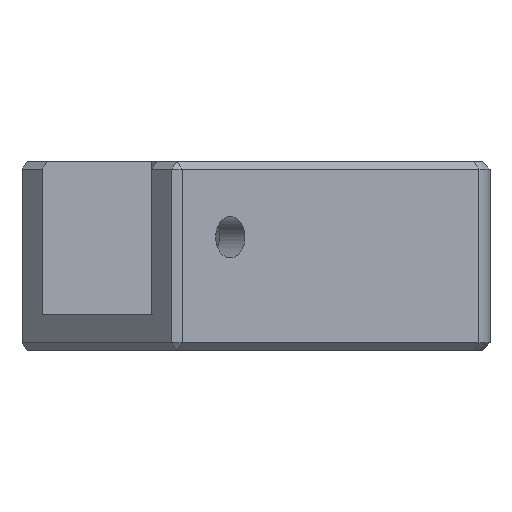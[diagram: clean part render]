
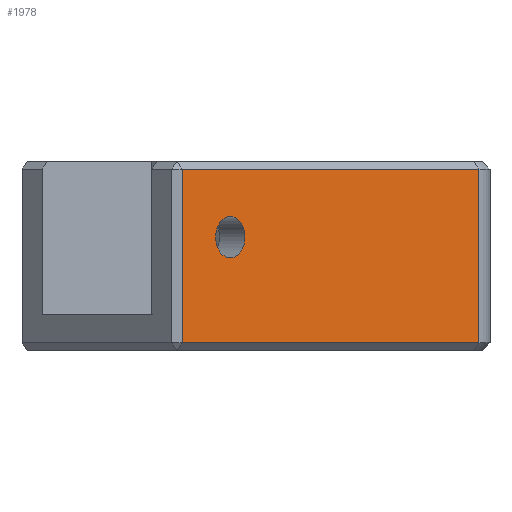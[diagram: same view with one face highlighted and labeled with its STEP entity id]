
A CAD part, front view. The second image highlights one B-rep face of the part: STEP entity #1978.
In plain terms, the highlighted planar face has unit normal (0.707, -0.707, 0).
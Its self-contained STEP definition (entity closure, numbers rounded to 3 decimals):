
#1255 = VERTEX_POINT('',#1256);
#1256 = CARTESIAN_POINT('',(33.536,-23.536,1.));
#1281 = EDGE_CURVE('',#1282,#1255,#1284,.T.);
#1282 = VERTEX_POINT('',#1283);
#1283 = CARTESIAN_POINT('',(-5.757,-62.828,1.));
#1284 = LINE('',#1285,#1286);
#1285 = CARTESIAN_POINT('',(-6.464,-63.536,1.));
#1286 = VECTOR('',#1287,1.);
#1287 = DIRECTION('',(0.707,0.707,0.));
#1584 = VERTEX_POINT('',#1585);
#1585 = CARTESIAN_POINT('',(33.536,-23.536,24.));
#1653 = EDGE_CURVE('',#1654,#1584,#1656,.T.);
#1654 = VERTEX_POINT('',#1655);
#1655 = CARTESIAN_POINT('',(-5.757,-62.828,24.));
#1656 = LINE('',#1657,#1658);
#1657 = CARTESIAN_POINT('',(-6.464,-63.536,24.));
#1658 = VECTOR('',#1659,1.);
#1659 = DIRECTION('',(0.707,0.707,0.));
#1965 = EDGE_CURVE('',#1255,#1584,#1966,.T.);
#1966 = LINE('',#1967,#1968);
#1967 = CARTESIAN_POINT('',(33.536,-23.536,0.));
#1968 = VECTOR('',#1969,1.);
#1969 = DIRECTION('',(0.,0.,1.));
#1978 = ADVANCED_FACE('',(#1979,#1990),#2001,.F.);
#1979 = FACE_BOUND('',#1980,.F.);
#1980 = EDGE_LOOP('',(#1981,#1982,#1983,#1989));
#1981 = ORIENTED_EDGE('',*,*,#1965,.F.);
#1982 = ORIENTED_EDGE('',*,*,#1281,.F.);
#1983 = ORIENTED_EDGE('',*,*,#1984,.T.);
#1984 = EDGE_CURVE('',#1282,#1654,#1985,.T.);
#1985 = LINE('',#1986,#1987);
#1986 = CARTESIAN_POINT('',(-5.757,-62.828,0.));
#1987 = VECTOR('',#1988,1.);
#1988 = DIRECTION('',(0.,0.,1.));
#1989 = ORIENTED_EDGE('',*,*,#1653,.T.);
#1990 = FACE_BOUND('',#1991,.F.);
#1991 = EDGE_LOOP('',(#1992));
#1992 = ORIENTED_EDGE('',*,*,#1993,.T.);
#1993 = EDGE_CURVE('',#1994,#1994,#1996,.T.);
#1994 = VERTEX_POINT('',#1995);
#1995 = CARTESIAN_POINT('',(0.607,-56.464,12.25));
#1996 = CIRCLE('',#1997,2.75);
#1997 = AXIS2_PLACEMENT_3D('',#1998,#1999,#2000);
#1998 = CARTESIAN_POINT('',(0.607,-56.464,15.));
#1999 = DIRECTION('',(0.707,-0.707,0.));
#2000 = DIRECTION('',(0.,0.,-1.));
#2001 = PLANE('',#2002);
#2002 = AXIS2_PLACEMENT_3D('',#2003,#2004,#2005);
#2003 = CARTESIAN_POINT('',(-6.464,-63.536,0.));
#2004 = DIRECTION('',(-0.707,0.707,0.));
#2005 = DIRECTION('',(0.707,0.707,0.));
